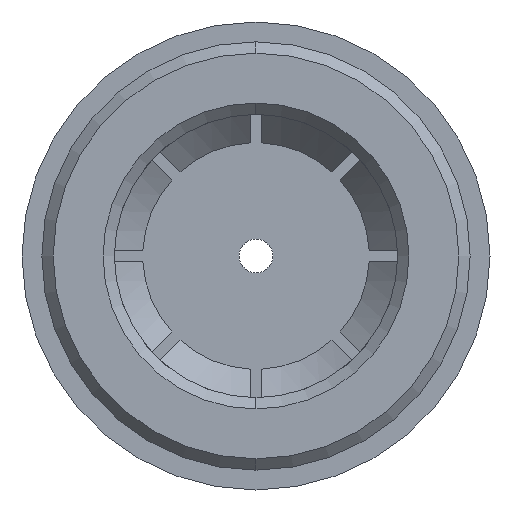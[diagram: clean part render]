
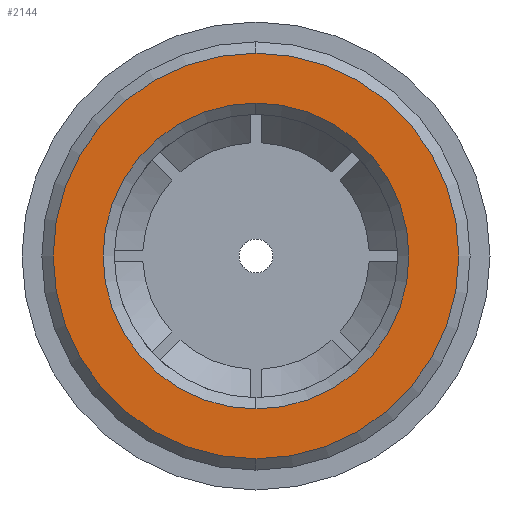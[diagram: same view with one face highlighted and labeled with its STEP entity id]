
A CAD part, left-side view. The second image highlights one B-rep face of the part: STEP entity #2144.
In plain terms, the highlighted planar face has unit normal (-1, 0, 0).
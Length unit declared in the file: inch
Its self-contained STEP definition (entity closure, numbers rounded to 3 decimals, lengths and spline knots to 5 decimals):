
#82 = VERTEX_POINT ( 'NONE', #1080 ) ;
#83 = EDGE_CURVE ( 'NONE', #82, #1867, #237, .T. ) ;
#237 = CIRCLE ( 'NONE', #2421, 0.179 ) ;
#436 = CARTESIAN_POINT ( 'NONE',  ( -0.3325, 0., 0. ) ) ;
#469 = DIRECTION ( 'NONE',  ( 0., 0., 1. ) ) ;
#487 = CARTESIAN_POINT ( 'NONE',  ( -0.3325, 0.135, 0. ) ) ;
#542 = AXIS2_PLACEMENT_3D ( 'NONE', #2278, #1442, #2080 ) ;
#608 = CIRCLE ( 'NONE', #1044, 0.179 ) ;
#787 = VERTEX_POINT ( 'NONE', #2074 ) ;
#856 = CARTESIAN_POINT ( 'NONE',  ( -0.3325, 0., 0. ) ) ;
#932 = CARTESIAN_POINT ( 'NONE',  ( -0.3325, 0., 0.135 ) ) ;
#964 = CIRCLE ( 'NONE', #1655, 0.135 ) ;
#1044 = AXIS2_PLACEMENT_3D ( 'NONE', #856, #2494, #2655 ) ;
#1080 = CARTESIAN_POINT ( 'NONE',  ( -0.3325, 0., -0.179 ) ) ;
#1087 = EDGE_CURVE ( 'NONE', #1761, #787, #964, .T. ) ;
#1107 = EDGE_CURVE ( 'NONE', #787, #1761, #1618, .T. ) ;
#1143 = EDGE_LOOP ( 'NONE', ( #1941, #2357 ) ) ;
#1187 = EDGE_CURVE ( 'NONE', #1867, #82, #608, .T. ) ;
#1243 = CARTESIAN_POINT ( 'NONE',  ( -0.3325, 0., 0. ) ) ;
#1266 = ORIENTED_EDGE ( 'NONE', *, *, #1187, .T. ) ;
#1284 = PLANE ( 'NONE',  #2281 ) ;
#1442 = DIRECTION ( 'NONE',  ( -1., 0., 0. ) ) ;
#1473 = DIRECTION ( 'NONE',  ( 0., 0., -1. ) ) ;
#1485 = FACE_OUTER_BOUND ( 'NONE', #1663, .T. ) ;
#1618 = CIRCLE ( 'NONE', #542, 0.135 ) ;
#1655 = AXIS2_PLACEMENT_3D ( 'NONE', #436, #1830, #1660 ) ;
#1660 = DIRECTION ( 'NONE',  ( 0., 0., 1. ) ) ;
#1663 = EDGE_LOOP ( 'NONE', ( #2143, #1266 ) ) ;
#1734 = CARTESIAN_POINT ( 'NONE',  ( -0.3325, 0., 0.179 ) ) ;
#1761 = VERTEX_POINT ( 'NONE', #932 ) ;
#1830 = DIRECTION ( 'NONE',  ( -1., 0., 0. ) ) ;
#1867 = VERTEX_POINT ( 'NONE', #1734 ) ;
#1941 = ORIENTED_EDGE ( 'NONE', *, *, #1087, .F. ) ;
#2074 = CARTESIAN_POINT ( 'NONE',  ( -0.3325, 0., -0.135 ) ) ;
#2080 = DIRECTION ( 'NONE',  ( 0., 0., 1. ) ) ;
#2104 = DIRECTION ( 'NONE',  ( 1., 0., 0. ) ) ;
#2143 = ORIENTED_EDGE ( 'NONE', *, *, #83, .T. ) ;
#2144 = ADVANCED_FACE ( 'NONE', ( #2332, #1485 ), #1284, .F. ) ;
#2278 = CARTESIAN_POINT ( 'NONE',  ( -0.3325, 0., 0. ) ) ;
#2281 = AXIS2_PLACEMENT_3D ( 'NONE', #487, #2104, #1473 ) ;
#2332 = FACE_BOUND ( 'NONE', #1143, .T. ) ;
#2357 = ORIENTED_EDGE ( 'NONE', *, *, #1107, .F. ) ;
#2421 = AXIS2_PLACEMENT_3D ( 'NONE', #1243, #2521, #469 ) ;
#2494 = DIRECTION ( 'NONE',  ( -1., 0., 0. ) ) ;
#2521 = DIRECTION ( 'NONE',  ( -1., 0., 0. ) ) ;
#2655 = DIRECTION ( 'NONE',  ( 0., 0., 1. ) ) ;
